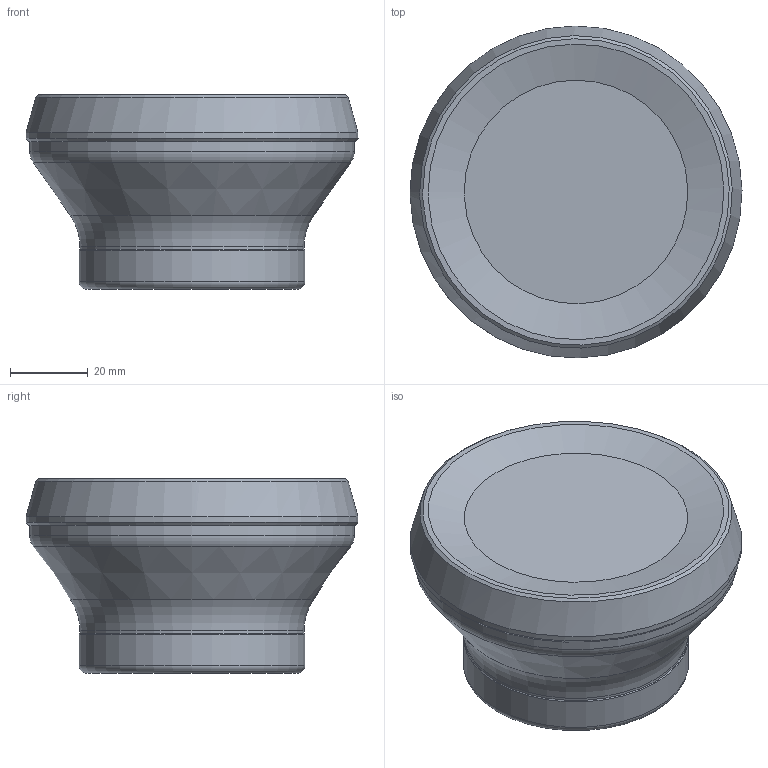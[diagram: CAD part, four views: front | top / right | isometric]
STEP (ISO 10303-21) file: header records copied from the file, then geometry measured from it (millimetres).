
FILE_DESCRIPTION(/* description */ (''),/* implementation_level */ '2;1');
FILE_NAME(/* name */ 'AFM75C-SP12-D080-A27-Z06.stp',/* time_stamp */ '2023-10-30T14:03:29+03:00',/* author */ (''),/* organization */ (''),/* preprocessor_version */ 'ST-DEVELOPER v19.4',/* originating_system */ 'SIEMENS PLM Software NX2306.3001',/* authorisation */ '');
FILE_SCHEMA (('AP203_CONFIGURATION_CONTROLLED_3D_DESIGN_OF_MECHANICAL_PARTS_AND_ASSEMBLIES_MIM_LF { 1 0 10303 403 2 1 2}'));
Length unit declared in the file: millimetre
Products named in the file (1): model1
Bounding box: 85.35 x 85.34 x 50 mm (x, y, z)
Volume: 224678.6 mm3; surface area: 29866.7 mm2
Topology: 2 solids, 2 shells, 26 faces, 61 edges, 37 vertices
Faces by surface type: revolution 15, cone 3, cylinder 3, torus 3, plane 2
Full cylindrical faces by diameter (mm): 57.6 x1, 58 x1, 83.5 x1
Entity records: 774 total; most frequent: CARTESIAN_POINT 127, DIRECTION 101, EDGE_LOOP 50, ORIENTED_EDGE 50, FACE_BOUND 48, AXIS2_PLACEMENT_3D 37, ADVANCED_FACE 26, VERTEX_POINT 25
